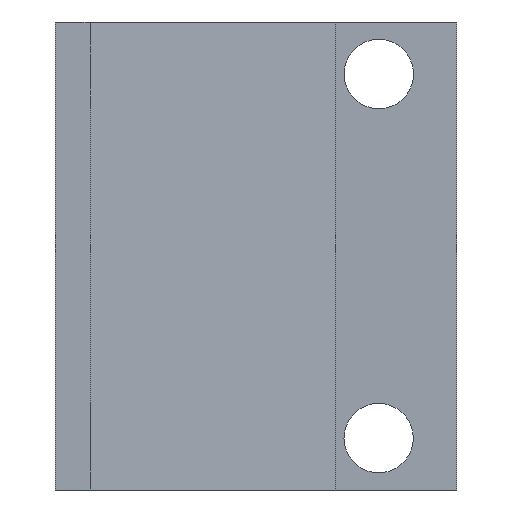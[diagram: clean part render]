
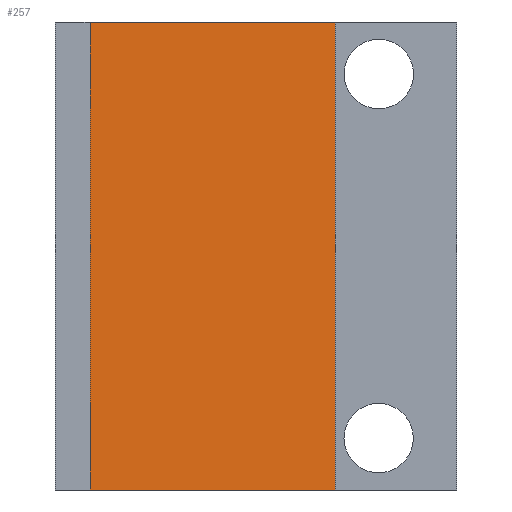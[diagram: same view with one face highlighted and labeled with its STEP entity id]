
A CAD part, left-side view. The second image highlights one B-rep face of the part: STEP entity #257.
In plain terms, the highlighted planar face has unit normal (-0.707, -0.707, 0).
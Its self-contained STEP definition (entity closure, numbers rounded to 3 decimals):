
#5 = EDGE_CURVE ( 'NONE', #303, #469, #713, .T. ) ;
#61 = DIRECTION ( 'NONE',  ( 0.707, -0.707, 0. ) ) ;
#91 = VECTOR ( 'NONE', #587, 1000. ) ;
#98 = CARTESIAN_POINT ( 'NONE',  ( 38.339, 0., -56.98 ) ) ;
#107 = LINE ( 'NONE', #490, #297 ) ;
#128 = EDGE_CURVE ( 'NONE', #250, #714, #107, .T. ) ;
#142 = CARTESIAN_POINT ( 'NONE',  ( 38.339, 0., 10.52 ) ) ;
#157 = FACE_OUTER_BOUND ( 'NONE', #666, .T. ) ;
#158 = EDGE_CURVE ( 'NONE', #303, #714, #790, .T. ) ;
#250 = VERTEX_POINT ( 'NONE', #726 ) ;
#257 = ADVANCED_FACE ( 'NONE', ( #157 ), #664, .T. ) ;
#262 = CARTESIAN_POINT ( 'NONE',  ( 38.339, 0., -56.98 ) ) ;
#297 = VECTOR ( 'NONE', #413, 1000. ) ;
#303 = VERTEX_POINT ( 'NONE', #142 ) ;
#349 = LINE ( 'NONE', #415, #421 ) ;
#353 = ORIENTED_EDGE ( 'NONE', *, *, #454, .T. ) ;
#377 = CARTESIAN_POINT ( 'NONE',  ( 38.339, 0., 10.52 ) ) ;
#380 = VECTOR ( 'NONE', #416, 1000. ) ;
#413 = DIRECTION ( 'NONE',  ( 0., 0., 1. ) ) ;
#414 = ORIENTED_EDGE ( 'NONE', *, *, #158, .F. ) ;
#415 = CARTESIAN_POINT ( 'NONE',  ( 38.339, 0., -56.98 ) ) ;
#416 = DIRECTION ( 'NONE',  ( 0.707, -0.707, 0. ) ) ;
#421 = VECTOR ( 'NONE', #600, 1000. ) ;
#422 = CARTESIAN_POINT ( 'NONE',  ( 38.339, 0., 10.52 ) ) ;
#438 = DIRECTION ( 'NONE',  ( -0.707, -0.707, 0. ) ) ;
#454 = EDGE_CURVE ( 'NONE', #469, #250, #349, .T. ) ;
#469 = VERTEX_POINT ( 'NONE', #98 ) ;
#479 = ORIENTED_EDGE ( 'NONE', *, *, #128, .T. ) ;
#490 = CARTESIAN_POINT ( 'NONE',  ( 73.695, -35.355, 10.52 ) ) ;
#534 = AXIS2_PLACEMENT_3D ( 'NONE', #377, #438, #61 ) ;
#587 = DIRECTION ( 'NONE',  ( 0., 0., -1. ) ) ;
#600 = DIRECTION ( 'NONE',  ( 0.707, -0.707, 0. ) ) ;
#628 = ORIENTED_EDGE ( 'NONE', *, *, #5, .T. ) ;
#664 = PLANE ( 'NONE',  #534 ) ;
#666 = EDGE_LOOP ( 'NONE', ( #353, #479, #414, #628 ) ) ;
#700 = CARTESIAN_POINT ( 'NONE',  ( 73.695, -35.355, 10.52 ) ) ;
#713 = LINE ( 'NONE', #262, #91 ) ;
#714 = VERTEX_POINT ( 'NONE', #700 ) ;
#726 = CARTESIAN_POINT ( 'NONE',  ( 73.695, -35.355, -56.98 ) ) ;
#790 = LINE ( 'NONE', #422, #380 ) ;
